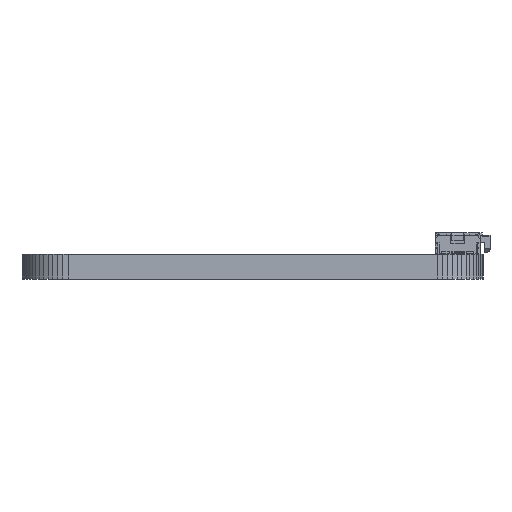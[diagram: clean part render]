
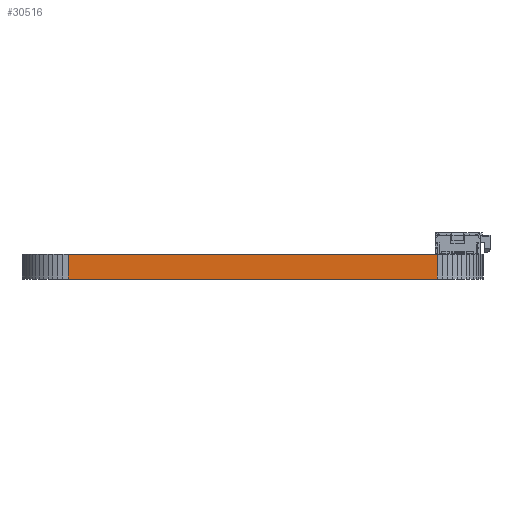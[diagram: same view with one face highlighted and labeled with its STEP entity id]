
A CAD part, left-side view. The second image highlights one B-rep face of the part: STEP entity #30516.
In plain terms, the highlighted planar face has unit normal (-1, 0, 0).
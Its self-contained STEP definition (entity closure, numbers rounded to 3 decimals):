
#23297 = PLANE('',#23298);
#23298 = AXIS2_PLACEMENT_3D('',#23299,#23300,#23301);
#23299 = CARTESIAN_POINT('',(175.94,-116.482,1.6));
#23300 = DIRECTION('',(-0.,-0.,-1.));
#23301 = DIRECTION('',(-1.,0.,0.));
#23351 = PLANE('',#23352);
#23352 = AXIS2_PLACEMENT_3D('',#23353,#23354,#23355);
#23353 = CARTESIAN_POINT('',(175.94,-116.482,0.));
#23354 = DIRECTION('',(-0.,-0.,-1.));
#23355 = DIRECTION('',(-1.,0.,0.));
#24692 = VERTEX_POINT('',#24693);
#24693 = CARTESIAN_POINT('',(143.44,-128.482,0.));
#24707 = PLANE('',#24708);
#24708 = AXIS2_PLACEMENT_3D('',#24709,#24710,#24711);
#24709 = CARTESIAN_POINT('',(143.459,-128.818,0.));
#24710 = DIRECTION('',(-0.998,-0.056,0.));
#24711 = DIRECTION('',(-0.056,0.998,0.));
#24719 = EDGE_CURVE('',#24692,#24720,#24722,.T.);
#24720 = VERTEX_POINT('',#24721);
#24721 = CARTESIAN_POINT('',(143.44,-104.482,0.));
#24722 = SURFACE_CURVE('',#24723,(#24727,#24734),.PCURVE_S1.);
#24723 = LINE('',#24724,#24725);
#24724 = CARTESIAN_POINT('',(143.44,-128.482,0.));
#24725 = VECTOR('',#24726,1.);
#24726 = DIRECTION('',(0.,1.,0.));
#24727 = PCURVE('',#23351,#24728);
#24728 = DEFINITIONAL_REPRESENTATION('',(#24729),#24733);
#24729 = LINE('',#24730,#24731);
#24730 = CARTESIAN_POINT('',(32.5,-12.));
#24731 = VECTOR('',#24732,1.);
#24732 = DIRECTION('',(0.,1.));
#24733 = ( GEOMETRIC_REPRESENTATION_CONTEXT(2) 
PARAMETRIC_REPRESENTATION_CONTEXT() REPRESENTATION_CONTEXT('2D SPACE',''
  ) );
#24734 = PCURVE('',#24735,#24740);
#24735 = PLANE('',#24736);
#24736 = AXIS2_PLACEMENT_3D('',#24737,#24738,#24739);
#24737 = CARTESIAN_POINT('',(143.44,-128.482,0.));
#24738 = DIRECTION('',(-1.,0.,0.));
#24739 = DIRECTION('',(0.,1.,0.));
#24740 = DEFINITIONAL_REPRESENTATION('',(#24741),#24745);
#24741 = LINE('',#24742,#24743);
#24742 = CARTESIAN_POINT('',(0.,0.));
#24743 = VECTOR('',#24744,1.);
#24744 = DIRECTION('',(1.,0.));
#24745 = ( GEOMETRIC_REPRESENTATION_CONTEXT(2) 
PARAMETRIC_REPRESENTATION_CONTEXT() REPRESENTATION_CONTEXT('2D SPACE',''
  ) );
#24763 = PLANE('',#24764);
#24764 = AXIS2_PLACEMENT_3D('',#24765,#24766,#24767);
#24765 = CARTESIAN_POINT('',(143.44,-104.482,0.));
#24766 = DIRECTION('',(-0.998,0.056,0.));
#24767 = DIRECTION('',(0.056,0.998,0.));
#27848 = VERTEX_POINT('',#27849);
#27849 = CARTESIAN_POINT('',(143.44,-128.482,1.6));
#27870 = EDGE_CURVE('',#27848,#27871,#27873,.T.);
#27871 = VERTEX_POINT('',#27872);
#27872 = CARTESIAN_POINT('',(143.44,-104.482,1.6));
#27873 = SURFACE_CURVE('',#27874,(#27878,#27885),.PCURVE_S1.);
#27874 = LINE('',#27875,#27876);
#27875 = CARTESIAN_POINT('',(143.44,-128.482,1.6));
#27876 = VECTOR('',#27877,1.);
#27877 = DIRECTION('',(0.,1.,0.));
#27878 = PCURVE('',#23297,#27879);
#27879 = DEFINITIONAL_REPRESENTATION('',(#27880),#27884);
#27880 = LINE('',#27881,#27882);
#27881 = CARTESIAN_POINT('',(32.5,-12.));
#27882 = VECTOR('',#27883,1.);
#27883 = DIRECTION('',(0.,1.));
#27884 = ( GEOMETRIC_REPRESENTATION_CONTEXT(2) 
PARAMETRIC_REPRESENTATION_CONTEXT() REPRESENTATION_CONTEXT('2D SPACE',''
  ) );
#27885 = PCURVE('',#24735,#27886);
#27886 = DEFINITIONAL_REPRESENTATION('',(#27887),#27891);
#27887 = LINE('',#27888,#27889);
#27888 = CARTESIAN_POINT('',(0.,-1.6));
#27889 = VECTOR('',#27890,1.);
#27890 = DIRECTION('',(1.,0.));
#27891 = ( GEOMETRIC_REPRESENTATION_CONTEXT(2) 
PARAMETRIC_REPRESENTATION_CONTEXT() REPRESENTATION_CONTEXT('2D SPACE',''
  ) );
#30466 = EDGE_CURVE('',#24720,#27871,#30467,.T.);
#30467 = SURFACE_CURVE('',#30468,(#30472,#30479),.PCURVE_S1.);
#30468 = LINE('',#30469,#30470);
#30469 = CARTESIAN_POINT('',(143.44,-104.482,0.));
#30470 = VECTOR('',#30471,1.);
#30471 = DIRECTION('',(0.,0.,1.));
#30472 = PCURVE('',#24763,#30473);
#30473 = DEFINITIONAL_REPRESENTATION('',(#30474),#30478);
#30474 = LINE('',#30475,#30476);
#30475 = CARTESIAN_POINT('',(0.,0.));
#30476 = VECTOR('',#30477,1.);
#30477 = DIRECTION('',(0.,-1.));
#30478 = ( GEOMETRIC_REPRESENTATION_CONTEXT(2) 
PARAMETRIC_REPRESENTATION_CONTEXT() REPRESENTATION_CONTEXT('2D SPACE',''
  ) );
#30479 = PCURVE('',#24735,#30480);
#30480 = DEFINITIONAL_REPRESENTATION('',(#30481),#30485);
#30481 = LINE('',#30482,#30483);
#30482 = CARTESIAN_POINT('',(24.,0.));
#30483 = VECTOR('',#30484,1.);
#30484 = DIRECTION('',(0.,-1.));
#30485 = ( GEOMETRIC_REPRESENTATION_CONTEXT(2) 
PARAMETRIC_REPRESENTATION_CONTEXT() REPRESENTATION_CONTEXT('2D SPACE',''
  ) );
#30516 = ADVANCED_FACE('',(#30517),#24735,.T.);
#30517 = FACE_BOUND('',#30518,.T.);
#30518 = EDGE_LOOP('',(#30519,#30540,#30541,#30542));
#30519 = ORIENTED_EDGE('',*,*,#30520,.T.);
#30520 = EDGE_CURVE('',#24692,#27848,#30521,.T.);
#30521 = SURFACE_CURVE('',#30522,(#30526,#30533),.PCURVE_S1.);
#30522 = LINE('',#30523,#30524);
#30523 = CARTESIAN_POINT('',(143.44,-128.482,0.));
#30524 = VECTOR('',#30525,1.);
#30525 = DIRECTION('',(0.,0.,1.));
#30526 = PCURVE('',#24735,#30527);
#30527 = DEFINITIONAL_REPRESENTATION('',(#30528),#30532);
#30528 = LINE('',#30529,#30530);
#30529 = CARTESIAN_POINT('',(0.,0.));
#30530 = VECTOR('',#30531,1.);
#30531 = DIRECTION('',(0.,-1.));
#30532 = ( GEOMETRIC_REPRESENTATION_CONTEXT(2) 
PARAMETRIC_REPRESENTATION_CONTEXT() REPRESENTATION_CONTEXT('2D SPACE',''
  ) );
#30533 = PCURVE('',#24707,#30534);
#30534 = DEFINITIONAL_REPRESENTATION('',(#30535),#30539);
#30535 = LINE('',#30536,#30537);
#30536 = CARTESIAN_POINT('',(0.336,0.));
#30537 = VECTOR('',#30538,1.);
#30538 = DIRECTION('',(0.,-1.));
#30539 = ( GEOMETRIC_REPRESENTATION_CONTEXT(2) 
PARAMETRIC_REPRESENTATION_CONTEXT() REPRESENTATION_CONTEXT('2D SPACE',''
  ) );
#30540 = ORIENTED_EDGE('',*,*,#27870,.T.);
#30541 = ORIENTED_EDGE('',*,*,#30466,.F.);
#30542 = ORIENTED_EDGE('',*,*,#24719,.F.);
